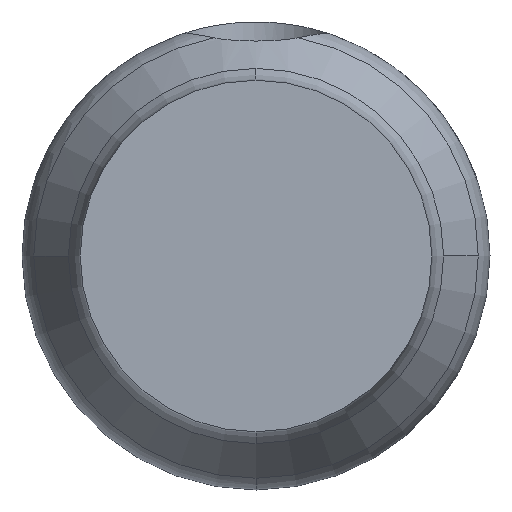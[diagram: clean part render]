
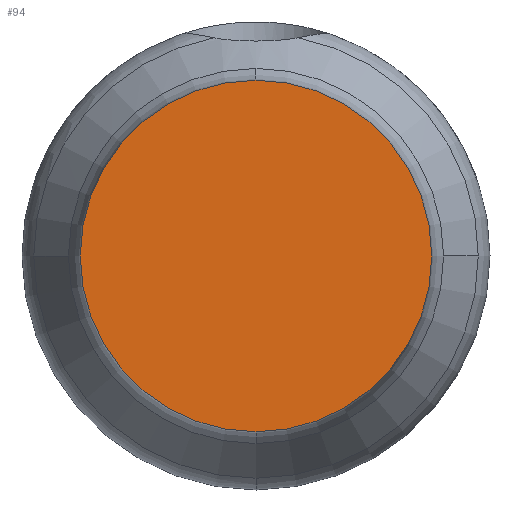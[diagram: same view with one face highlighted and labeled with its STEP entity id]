
A CAD part, front view. The second image highlights one B-rep face of the part: STEP entity #94.
In plain terms, the highlighted planar face has unit normal (0, -1, 0).
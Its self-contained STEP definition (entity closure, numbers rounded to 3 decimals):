
#94=ADVANCED_FACE('',(#203),#204,.T.);
#203=FACE_OUTER_BOUND('',#316,.T.);
#204=PLANE('',#317);
#316=EDGE_LOOP('',(#707,#708));
#317=AXIS2_PLACEMENT_3D('',#709,#710,#711);
#707=ORIENTED_EDGE('',*,*,#765,.F.);
#708=ORIENTED_EDGE('',*,*,#874,.F.);
#709=CARTESIAN_POINT('',(-2.0,-14.5,0.0));
#710=DIRECTION('',(0.0,-1.0,-0.0));
#711=DIRECTION('',(1.0,0.0,0.0));
#765=EDGE_CURVE('',#910,#912,#913,.T.);
#874=EDGE_CURVE('',#912,#910,#1092,.T.);
#910=VERTEX_POINT('',#1150);
#912=VERTEX_POINT('',#1153);
#913=CIRCLE('',#1154,4.0);
#1092=CIRCLE('',#1526,4.0);
#1150=CARTESIAN_POINT('',(-4.0,-14.5,0.0));
#1153=CARTESIAN_POINT('',(4.0,-14.5,0.));
#1154=AXIS2_PLACEMENT_3D('',#1572,#1573,#1574);
#1526=AXIS2_PLACEMENT_3D('',#1767,#1768,#1769);
#1572=CARTESIAN_POINT('',(0.0,-14.5,0.0));
#1573=DIRECTION('',(0.0,1.0,0.0));
#1574=DIRECTION('',(-1.0,0.0,0.0));
#1767=CARTESIAN_POINT('',(0.0,-14.5,0.0));
#1768=DIRECTION('',(0.0,1.0,0.0));
#1769=DIRECTION('',(-1.0,0.0,0.0));
